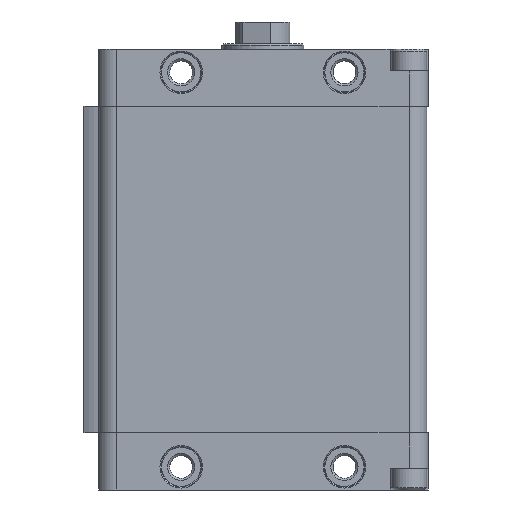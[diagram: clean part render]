
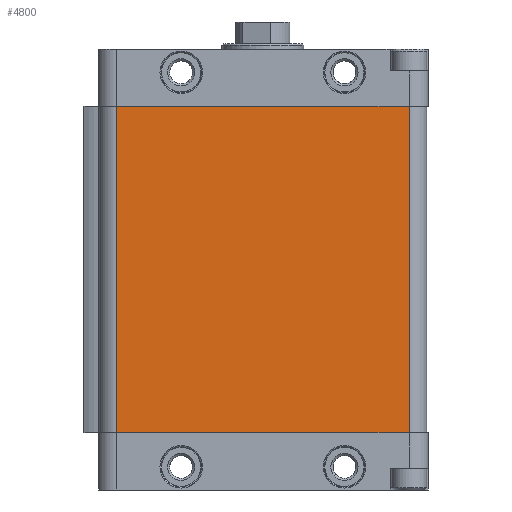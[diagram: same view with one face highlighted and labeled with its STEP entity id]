
A CAD part, left-side view. The second image highlights one B-rep face of the part: STEP entity #4800.
In plain terms, the highlighted planar face has unit normal (-1, 0, 0).
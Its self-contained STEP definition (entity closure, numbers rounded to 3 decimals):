
#778=ORIENTED_EDGE('',*,*,#2040,.F.);
#779=ORIENTED_EDGE('',*,*,#2053,.F.);
#780=ORIENTED_EDGE('',*,*,#2054,.T.);
#781=ORIENTED_EDGE('',*,*,#2055,.T.);
#2040=EDGE_CURVE('',#2664,#2665,#3070,.T.);
#2053=EDGE_CURVE('',#2675,#2664,#3076,.T.);
#2054=EDGE_CURVE('',#2675,#2676,#3077,.T.);
#2055=EDGE_CURVE('',#2676,#2665,#3078,.T.);
#2664=VERTEX_POINT('',#7768);
#2665=VERTEX_POINT('',#7770);
#2675=VERTEX_POINT('',#7795);
#2676=VERTEX_POINT('',#7797);
#3070=LINE('',#7769,#3408);
#3076=LINE('',#7794,#3414);
#3077=LINE('',#7796,#3415);
#3078=LINE('',#7798,#3416);
#3408=VECTOR('',#6064,1000.);
#3414=VECTOR('',#6088,1000.);
#3415=VECTOR('',#6089,1000.);
#3416=VECTOR('',#6090,1000.);
#3738=EDGE_LOOP('',(#778,#779,#780,#781));
#4206=FACE_BOUND('',#3738,.T.);
#4616=PLANE('',#5248);
#4800=ADVANCED_FACE('',(#4206),#4616,.T.);
#5248=AXIS2_PLACEMENT_3D('',#7793,#6086,#6087);
#6064=DIRECTION('',(0.,-1.,0.));
#6086=DIRECTION('',(-1.,0.,0.));
#6087=DIRECTION('',(0.,0.,1.));
#6088=DIRECTION('',(0.,0.,1.));
#6089=DIRECTION('',(0.,-1.,0.));
#6090=DIRECTION('',(0.,0.,1.));
#7768=CARTESIAN_POINT('',(-24.5,53.75,-21.));
#7769=CARTESIAN_POINT('',(-24.5,53.75,-21.));
#7770=CARTESIAN_POINT('',(-24.5,-53.75,-21.));
#7793=CARTESIAN_POINT('',(-24.5,53.75,-141.));
#7794=CARTESIAN_POINT('',(-24.5,53.75,-141.));
#7795=CARTESIAN_POINT('',(-24.5,53.75,-141.));
#7796=CARTESIAN_POINT('',(-24.5,53.75,-141.));
#7797=CARTESIAN_POINT('',(-24.5,-53.75,-141.));
#7798=CARTESIAN_POINT('',(-24.5,-53.75,-141.));
